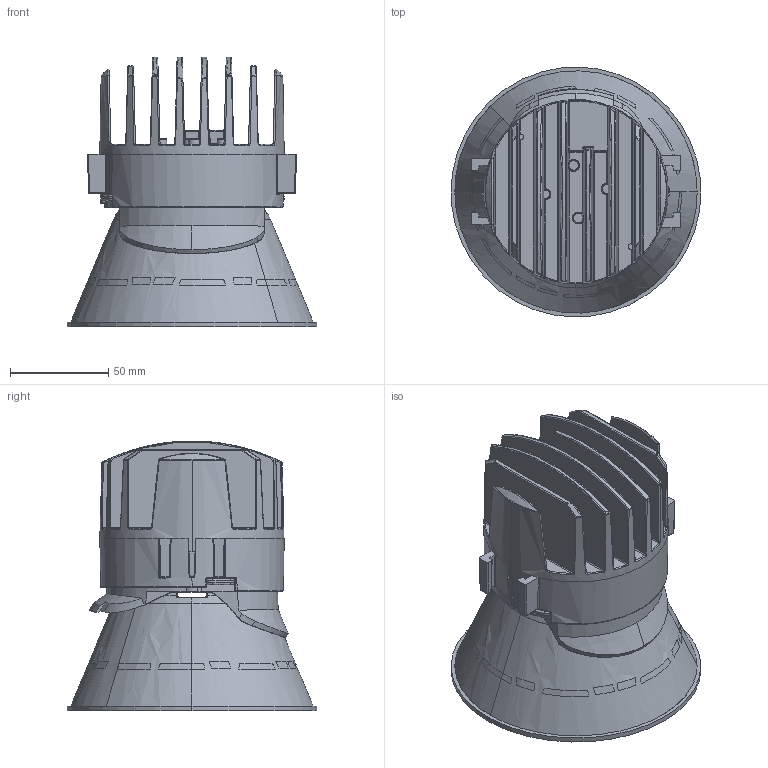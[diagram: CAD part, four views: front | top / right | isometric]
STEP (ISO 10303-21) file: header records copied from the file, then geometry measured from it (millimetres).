
FILE_DESCRIPTION(/* description */ (''),/* implementation_level */ '2;1');
FILE_NAME(/* name */ 'M261800_EVERYTHING 150 ROUND FIXED TRIMLESS',/* time_stamp */ '2018-04-09T17:02:27+02:00',/* author */ (''),/* organization */ (''),/* preprocessor_version */ 'ST-DEVELOPER v15',/* originating_system */ '',/* authorisation */ '');
FILE_SCHEMA (('CONFIG_CONTROL_DESIGN'));
Length unit declared in the file: metre
Products named in the file (1): Document
Bounding box: 127.2 x 127.17 x 137.41 mm (x, y, z)
Volume: 29166.6 mm3; surface area: 195387.7 mm2
Topology: 3 solids, 8 shells, 1139 faces, 2950 edges, 1662 vertices
Faces by surface type: bspline 896, plane 243
Entity records: 56836 total; most frequent: CARTESIAN_POINT 41576, ORIENTED_EDGE 5539, EDGE_CURVE 2840, VERTEX_POINT 1664, EDGE_LOOP 1157, ADVANCED_FACE 1126, FACE_OUTER_BOUND 1126, B_SPLINE_CURVE_WITH_KNOTS 947
